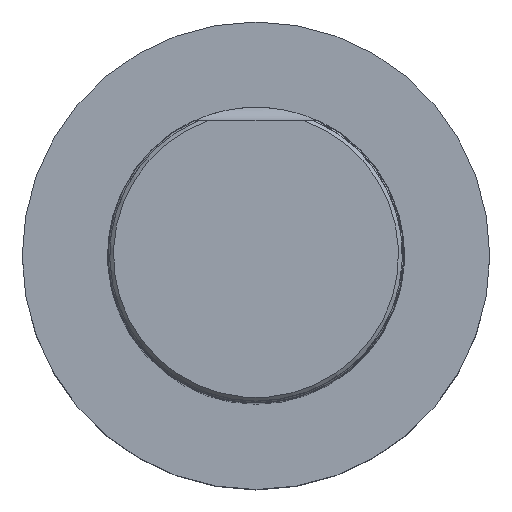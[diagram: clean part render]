
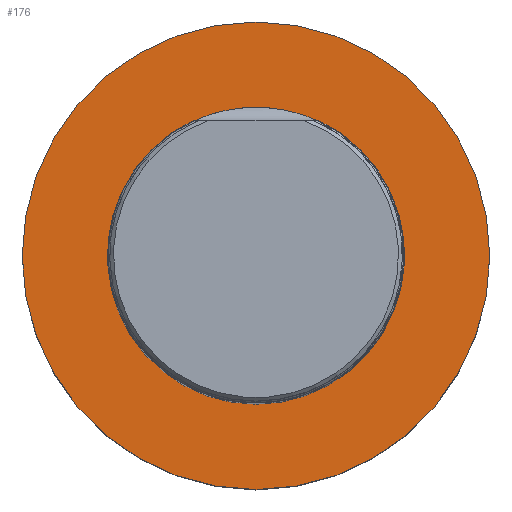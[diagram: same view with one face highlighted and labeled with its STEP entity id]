
A CAD part, top view. The second image highlights one B-rep face of the part: STEP entity #176.
In plain terms, the highlighted planar face has unit normal (0, 0, 1).
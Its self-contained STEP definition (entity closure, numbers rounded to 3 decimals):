
#146=PLANE('',#438);
#176=ADVANCED_FACE('',(#212,#213),#146,.T.);
#212=FACE_BOUND('',#241,.T.);
#213=FACE_BOUND('',#242,.T.);
#241=EDGE_LOOP('',(#278));
#242=EDGE_LOOP('',(#279));
#278=ORIENTED_EDGE('',*,*,#370,.T.);
#279=ORIENTED_EDGE('',*,*,#371,.T.);
#342=VERTEX_POINT('',#589);
#343=VERTEX_POINT('',#591);
#370=EDGE_CURVE('',#342,#342,#405,.T.);
#371=EDGE_CURVE('',#343,#343,#406,.T.);
#405=CIRCLE('',#436,40.);
#406=CIRCLE('',#437,25.396);
#436=AXIS2_PLACEMENT_3D('',#588,#501,#502);
#437=AXIS2_PLACEMENT_3D('',#590,#503,#504);
#438=AXIS2_PLACEMENT_3D('',#592,#505,#506);
#501=DIRECTION('',(0.,0.,1.));
#502=DIRECTION('',(0.,1.,0.));
#503=DIRECTION('',(0.,0.,-1.));
#504=DIRECTION('',(0.,-1.,0.));
#505=DIRECTION('',(0.,0.,1.));
#506=DIRECTION('',(0.,-1.,0.));
#588=CARTESIAN_POINT('',(0.,0.,0.));
#589=CARTESIAN_POINT('',(0.,40.,0.));
#590=CARTESIAN_POINT('',(0.,0.,0.));
#591=CARTESIAN_POINT('',(0.,-25.396,0.));
#592=CARTESIAN_POINT('',(0.,0.,0.));
